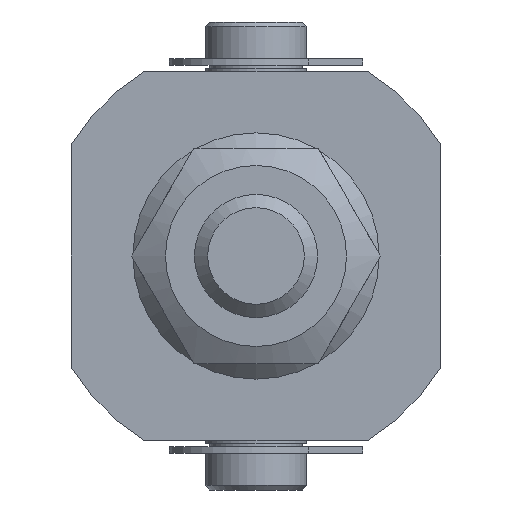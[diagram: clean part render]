
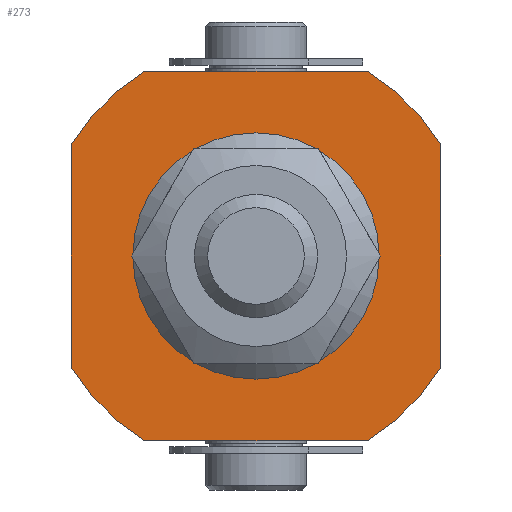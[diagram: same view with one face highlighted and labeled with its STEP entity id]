
A CAD part, left-side view. The second image highlights one B-rep face of the part: STEP entity #273.
In plain terms, the highlighted planar face has unit normal (-1, 0, 0).
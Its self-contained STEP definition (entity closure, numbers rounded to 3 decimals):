
#273 = ADVANCED_FACE( '', ( #391, #392 ), #393, .F. );
#391 = FACE_BOUND( '', #618, .T. );
#392 = FACE_OUTER_BOUND( '', #619, .T. );
#393 = PLANE( '', #620 );
#618 = EDGE_LOOP( '', ( #944 ) );
#619 = EDGE_LOOP( '', ( #945, #946, #947, #948, #949, #950, #951, #952 ) );
#620 = AXIS2_PLACEMENT_3D( '', #953, #954, #955 );
#944 = ORIENTED_EDGE( '', *, *, #1423, .T. );
#945 = ORIENTED_EDGE( '', *, *, #1424, .F. );
#946 = ORIENTED_EDGE( '', *, *, #1425, .F. );
#947 = ORIENTED_EDGE( '', *, *, #1426, .F. );
#948 = ORIENTED_EDGE( '', *, *, #1427, .F. );
#949 = ORIENTED_EDGE( '', *, *, #1428, .F. );
#950 = ORIENTED_EDGE( '', *, *, #1429, .F. );
#951 = ORIENTED_EDGE( '', *, *, #1430, .F. );
#952 = ORIENTED_EDGE( '', *, *, #1431, .F. );
#953 = CARTESIAN_POINT( '', ( 0., 0., 0. ) );
#954 = DIRECTION( '', ( 1., 0., 0. ) );
#955 = DIRECTION( '', ( 0., 0., -1. ) );
#1423 = EDGE_CURVE( '', #1622, #1622, #1623, .T. );
#1424 = EDGE_CURVE( '', #1624, #1625, #1626, .T. );
#1425 = EDGE_CURVE( '', #1627, #1624, #1628, .T. );
#1426 = EDGE_CURVE( '', #1629, #1627, #1630, .T. );
#1427 = EDGE_CURVE( '', #1631, #1629, #1632, .T. );
#1428 = EDGE_CURVE( '', #1633, #1631, #1634, .T. );
#1429 = EDGE_CURVE( '', #1635, #1633, #1636, .T. );
#1430 = EDGE_CURVE( '', #1637, #1635, #1638, .T. );
#1431 = EDGE_CURVE( '', #1625, #1637, #1639, .T. );
#1622 = VERTEX_POINT( '', #1990 );
#1623 = CIRCLE( '', #1991, 4. );
#1624 = VERTEX_POINT( '', #1992 );
#1625 = VERTEX_POINT( '', #1993 );
#1626 = CIRCLE( '', #1994, 7. );
#1627 = VERTEX_POINT( '', #1995 );
#1628 = LINE( '', #1996, #1997 );
#1629 = VERTEX_POINT( '', #1998 );
#1630 = CIRCLE( '', #1999, 7. );
#1631 = VERTEX_POINT( '', #2000 );
#1632 = LINE( '', #2001, #2002 );
#1633 = VERTEX_POINT( '', #2003 );
#1634 = CIRCLE( '', #2004, 7. );
#1635 = VERTEX_POINT( '', #2005 );
#1636 = LINE( '', #2006, #2007 );
#1637 = VERTEX_POINT( '', #2008 );
#1638 = CIRCLE( '', #2009, 7. );
#1639 = LINE( '', #2010, #2011 );
#1990 = CARTESIAN_POINT( '', ( 0., 0., -4. ) );
#1991 = AXIS2_PLACEMENT_3D( '', #2389, #2390, #2391 );
#1992 = CARTESIAN_POINT( '', ( 0., 6., 3.606 ) );
#1993 = CARTESIAN_POINT( '', ( 0., 3.606, 6. ) );
#1994 = AXIS2_PLACEMENT_3D( '', #2392, #2393, #2394 );
#1995 = CARTESIAN_POINT( '', ( 0., 6., -3.606 ) );
#1996 = CARTESIAN_POINT( '', ( 0., 6., -3.606 ) );
#1997 = VECTOR( '', #2395, 1000. );
#1998 = CARTESIAN_POINT( '', ( 0., 3.606, -6. ) );
#1999 = AXIS2_PLACEMENT_3D( '', #2396, #2397, #2398 );
#2000 = CARTESIAN_POINT( '', ( 0., -3.606, -6. ) );
#2001 = CARTESIAN_POINT( '', ( 0., -3.606, -6. ) );
#2002 = VECTOR( '', #2399, 1000. );
#2003 = CARTESIAN_POINT( '', ( 0., -6., -3.606 ) );
#2004 = AXIS2_PLACEMENT_3D( '', #2400, #2401, #2402 );
#2005 = CARTESIAN_POINT( '', ( 0., -6., 3.606 ) );
#2006 = CARTESIAN_POINT( '', ( 0., -6., 3.606 ) );
#2007 = VECTOR( '', #2403, 1000. );
#2008 = CARTESIAN_POINT( '', ( 0., -3.606, 6. ) );
#2009 = AXIS2_PLACEMENT_3D( '', #2404, #2405, #2406 );
#2010 = CARTESIAN_POINT( '', ( 0., 3.606, 6. ) );
#2011 = VECTOR( '', #2407, 1000. );
#2389 = CARTESIAN_POINT( '', ( 0., 0., 0. ) );
#2390 = DIRECTION( '', ( 1., 0., 0. ) );
#2391 = DIRECTION( '', ( 0., 0., -1. ) );
#2392 = CARTESIAN_POINT( '', ( 0., 0., 0. ) );
#2393 = DIRECTION( '', ( 1., 0., 0. ) );
#2394 = DIRECTION( '', ( 0., 0., -1. ) );
#2395 = DIRECTION( '', ( 0., 0., 1. ) );
#2396 = CARTESIAN_POINT( '', ( 0., 0., 0. ) );
#2397 = DIRECTION( '', ( 1., 0., 0. ) );
#2398 = DIRECTION( '', ( 0., 0., -1. ) );
#2399 = DIRECTION( '', ( 0., 1., 0. ) );
#2400 = CARTESIAN_POINT( '', ( 0., 0., 0. ) );
#2401 = DIRECTION( '', ( 1., 0., 0. ) );
#2402 = DIRECTION( '', ( 0., 0., -1. ) );
#2403 = DIRECTION( '', ( 0., 0., -1. ) );
#2404 = CARTESIAN_POINT( '', ( 0., 0., 0. ) );
#2405 = DIRECTION( '', ( 1., 0., 0. ) );
#2406 = DIRECTION( '', ( 0., 0., -1. ) );
#2407 = DIRECTION( '', ( 0., -1., 0. ) );
